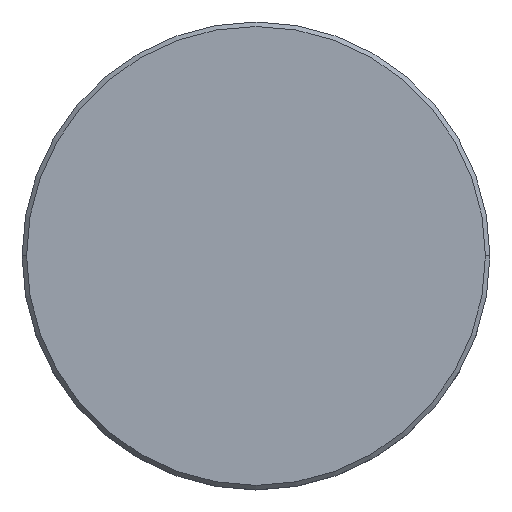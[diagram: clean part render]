
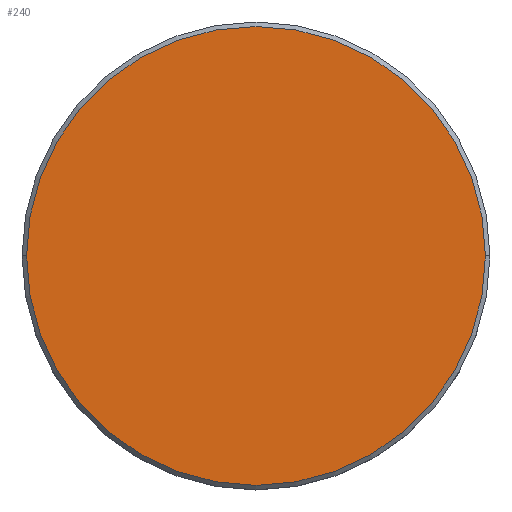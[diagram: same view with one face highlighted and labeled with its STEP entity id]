
A CAD part, top view. The second image highlights one B-rep face of the part: STEP entity #240.
In plain terms, the highlighted planar face has unit normal (0, 0, 1).
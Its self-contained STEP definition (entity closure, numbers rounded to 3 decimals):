
#52 = ORIENTED_EDGE ( 'NONE', *, *, #630, .T. ) ;
#103 = CIRCLE ( 'NONE', #1085, 25.5 ) ;
#105 = DIRECTION ( 'NONE',  ( 0., 0., 1. ) ) ;
#161 = VERTEX_POINT ( 'NONE', #502 ) ;
#166 = PLANE ( 'NONE',  #270 ) ;
#194 = EDGE_LOOP ( 'NONE', ( #52, #1059 ) ) ;
#240 = ADVANCED_FACE ( 'NONE', ( #525 ), #166, .T. ) ;
#263 = VERTEX_POINT ( 'NONE', #904 ) ;
#270 = AXIS2_PLACEMENT_3D ( 'NONE', #992, #718, #1163 ) ;
#375 = CARTESIAN_POINT ( 'NONE',  ( 0., 0., 0. ) ) ;
#416 = AXIS2_PLACEMENT_3D ( 'NONE', #375, #105, #840 ) ;
#502 = CARTESIAN_POINT ( 'NONE',  ( 25.5, 0., 0. ) ) ;
#525 = FACE_OUTER_BOUND ( 'NONE', #194, .T. ) ;
#581 = DIRECTION ( 'NONE',  ( 0., 0., 1. ) ) ;
#630 = EDGE_CURVE ( 'NONE', #263, #161, #103, .T. ) ;
#661 = EDGE_CURVE ( 'NONE', #161, #263, #1055, .T. ) ;
#718 = DIRECTION ( 'NONE',  ( 0., 0., 1. ) ) ;
#840 = DIRECTION ( 'NONE',  ( 1., 0., 0. ) ) ;
#904 = CARTESIAN_POINT ( 'NONE',  ( -25.5, 0., 0. ) ) ;
#952 = DIRECTION ( 'NONE',  ( 1., 0., 0. ) ) ;
#992 = CARTESIAN_POINT ( 'NONE',  ( 0., 0., 0. ) ) ;
#1055 = CIRCLE ( 'NONE', #416, 25.5 ) ;
#1059 = ORIENTED_EDGE ( 'NONE', *, *, #661, .T. ) ;
#1085 = AXIS2_PLACEMENT_3D ( 'NONE', #1117, #581, #952 ) ;
#1117 = CARTESIAN_POINT ( 'NONE',  ( 0., 0., 0. ) ) ;
#1163 = DIRECTION ( 'NONE',  ( 1., 0., 0. ) ) ;
